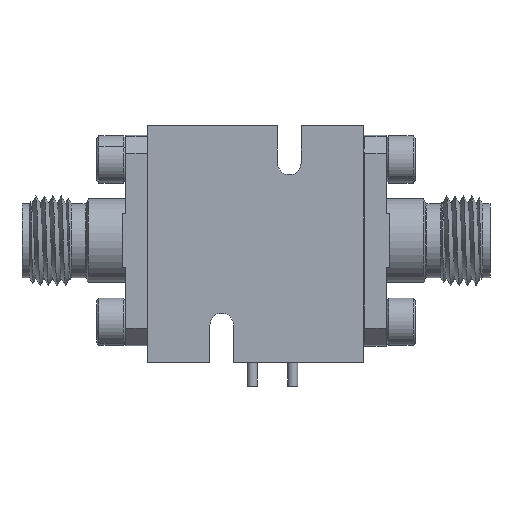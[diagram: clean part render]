
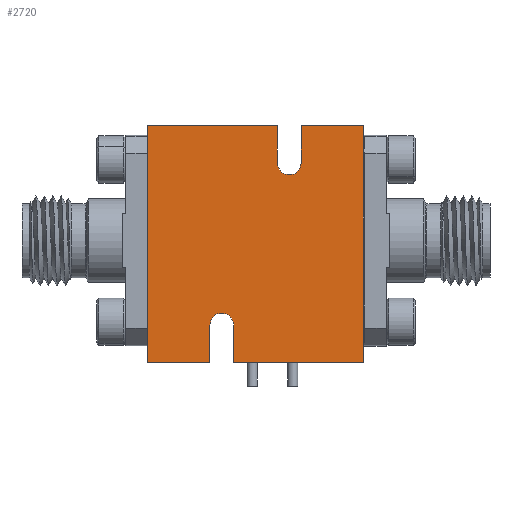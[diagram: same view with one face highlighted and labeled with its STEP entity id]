
A CAD part, front view. The second image highlights one B-rep face of the part: STEP entity #2720.
In plain terms, the highlighted planar face has unit normal (0, -1, 0).
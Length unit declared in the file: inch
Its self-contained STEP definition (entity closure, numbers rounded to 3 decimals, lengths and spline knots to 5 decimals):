
#78 = AXIS2_PLACEMENT_3D ( 'NONE', #10672, #10520, #15443 ) ;
#201 = ORIENTED_EDGE ( 'NONE', *, *, #8846, .F. ) ;
#349 = CARTESIAN_POINT ( 'NONE',  ( -0.77229, 0.86883, -0.45714 ) ) ;
#699 = VECTOR ( 'NONE', #10846, 39.37008 ) ;
#821 = ORIENTED_EDGE ( 'NONE', *, *, #7572, .F. ) ;
#1463 = VECTOR ( 'NONE', #2149, 39.37008 ) ;
#1693 = CARTESIAN_POINT ( 'NONE',  ( -1.41229, 0.86883, 0.24286 ) ) ;
#1715 = VERTEX_POINT ( 'NONE', #10550 ) ;
#1902 = CARTESIAN_POINT ( 'NONE',  ( -1.22729, 0.86883, -0.45714 ) ) ;
#1947 = VECTOR ( 'NONE', #11409, 39.37008 ) ;
#2149 = DIRECTION ( 'NONE',  ( 1., 0., 0. ) ) ;
#2179 = PLANE ( 'NONE',  #10008 ) ;
#2582 = DIRECTION ( 'NONE',  ( -1., 0., 0. ) ) ;
#2720 = ADVANCED_FACE ( 'NONE', ( #12030 ), #2179, .F. ) ;
#2805 = CARTESIAN_POINT ( 'NONE',  ( -1.19229, 0.86883, -0.34714 ) ) ;
#2818 = LINE ( 'NONE', #4274, #4711 ) ;
#2928 = CIRCLE ( 'NONE', #15565, 0.035 ) ;
#3064 = CARTESIAN_POINT ( 'NONE',  ( -0.77229, 0.86883, 0.24286 ) ) ;
#3227 = ORIENTED_EDGE ( 'NONE', *, *, #12303, .F. ) ;
#3314 = ORIENTED_EDGE ( 'NONE', *, *, #13789, .T. ) ;
#3351 = VERTEX_POINT ( 'NONE', #14324 ) ;
#3441 = VERTEX_POINT ( 'NONE', #4628 ) ;
#3443 = CARTESIAN_POINT ( 'NONE',  ( -1.41229, 0.86883, 0.24286 ) ) ;
#3569 = VERTEX_POINT ( 'NONE', #4706 ) ;
#3609 = EDGE_CURVE ( 'NONE', #7208, #7857, #7475, .T. ) ;
#3717 = LINE ( 'NONE', #12346, #13491 ) ;
#3983 = EDGE_CURVE ( 'NONE', #15408, #4708, #10976, .T. ) ;
#3986 = EDGE_CURVE ( 'NONE', #13224, #3441, #5034, .T. ) ;
#4054 = CARTESIAN_POINT ( 'NONE',  ( -1.22729, 0.86883, -0.10714 ) ) ;
#4274 = CARTESIAN_POINT ( 'NONE',  ( -1.15729, 0.86883, -0.10714 ) ) ;
#4311 = EDGE_CURVE ( 'NONE', #14721, #6240, #7017, .T. ) ;
#4346 = DIRECTION ( 'NONE',  ( 0., 0., 1. ) ) ;
#4628 = CARTESIAN_POINT ( 'NONE',  ( -1.15729, 0.86883, -0.34714 ) ) ;
#4654 = DIRECTION ( 'NONE',  ( 0., 0., 1. ) ) ;
#4706 = CARTESIAN_POINT ( 'NONE',  ( -1.15729, 0.86883, -0.45714 ) ) ;
#4708 = VERTEX_POINT ( 'NONE', #7983 ) ;
#4711 = VECTOR ( 'NONE', #15628, 39.37008 ) ;
#5034 = CIRCLE ( 'NONE', #8599, 0.035 ) ;
#5373 = CARTESIAN_POINT ( 'NONE',  ( -1.22729, 0.86883, -0.34714 ) ) ;
#5481 = ORIENTED_EDGE ( 'NONE', *, *, #3609, .T. ) ;
#5723 = CARTESIAN_POINT ( 'NONE',  ( -0.77229, 0.86883, 0.24286 ) ) ;
#6168 = LINE ( 'NONE', #4054, #15531 ) ;
#6240 = VERTEX_POINT ( 'NONE', #349 ) ;
#6765 = EDGE_CURVE ( 'NONE', #6240, #3569, #14091, .T. ) ;
#6813 = VERTEX_POINT ( 'NONE', #5373 ) ;
#6942 = DIRECTION ( 'NONE',  ( 0., 0., -1. ) ) ;
#7017 = LINE ( 'NONE', #5723, #11453 ) ;
#7035 = CIRCLE ( 'NONE', #78, 0.035 ) ;
#7098 = VECTOR ( 'NONE', #2582, 39.37008 ) ;
#7208 = VERTEX_POINT ( 'NONE', #7860 ) ;
#7248 = CARTESIAN_POINT ( 'NONE',  ( -0.77229, 0.86883, 0.24286 ) ) ;
#7372 = ORIENTED_EDGE ( 'NONE', *, *, #13058, .F. ) ;
#7445 = CARTESIAN_POINT ( 'NONE',  ( -1.19229, 0.86883, -0.34714 ) ) ;
#7475 = LINE ( 'NONE', #13677, #699 ) ;
#7549 = ORIENTED_EDGE ( 'NONE', *, *, #6765, .F. ) ;
#7572 = EDGE_CURVE ( 'NONE', #11726, #3351, #8380, .T. ) ;
#7573 = VECTOR ( 'NONE', #13546, 39.37008 ) ;
#7857 = VERTEX_POINT ( 'NONE', #12036 ) ;
#7860 = CARTESIAN_POINT ( 'NONE',  ( -0.95729, 0.86883, 0.24286 ) ) ;
#7983 = CARTESIAN_POINT ( 'NONE',  ( -1.41229, 0.86883, -0.45714 ) ) ;
#8147 = LINE ( 'NONE', #3443, #10880 ) ;
#8380 = LINE ( 'NONE', #15893, #1463 ) ;
#8462 = LINE ( 'NONE', #7248, #7573 ) ;
#8555 = ORIENTED_EDGE ( 'NONE', *, *, #3983, .F. ) ;
#8562 = CARTESIAN_POINT ( 'NONE',  ( -0.77229, 0.86883, -0.45714 ) ) ;
#8574 = ORIENTED_EDGE ( 'NONE', *, *, #13096, .F. ) ;
#8583 = CARTESIAN_POINT ( 'NONE',  ( -1.19229, 0.86883, -0.31214 ) ) ;
#8599 = AXIS2_PLACEMENT_3D ( 'NONE', #7445, #12421, #11136 ) ;
#8646 = DIRECTION ( 'NONE',  ( 0., 0., -1. ) ) ;
#8846 = EDGE_CURVE ( 'NONE', #7208, #14721, #8462, .T. ) ;
#9558 = ORIENTED_EDGE ( 'NONE', *, *, #12762, .T. ) ;
#9610 = CARTESIAN_POINT ( 'NONE',  ( -1.09229, 0.86883, -0.10714 ) ) ;
#9883 = EDGE_LOOP ( 'NONE', ( #201, #5481, #10661, #7372, #821, #3227, #8555, #9558, #3314, #13980, #8574, #7549, #10511 ) ) ;
#10008 = AXIS2_PLACEMENT_3D ( 'NONE', #9610, #13325, #4346 ) ;
#10278 = DIRECTION ( 'NONE',  ( 0., 0., 1. ) ) ;
#10392 = DIRECTION ( 'NONE',  ( 0., 0., 1. ) ) ;
#10511 = ORIENTED_EDGE ( 'NONE', *, *, #4311, .F. ) ;
#10520 = DIRECTION ( 'NONE',  ( 0., 1., 0. ) ) ;
#10550 = CARTESIAN_POINT ( 'NONE',  ( -1.02729, 0.86883, 0.13286 ) ) ;
#10661 = ORIENTED_EDGE ( 'NONE', *, *, #12572, .T. ) ;
#10672 = CARTESIAN_POINT ( 'NONE',  ( -0.99229, 0.86883, 0.13286 ) ) ;
#10846 = DIRECTION ( 'NONE',  ( 0., 0., -1. ) ) ;
#10880 = VECTOR ( 'NONE', #4654, 39.37008 ) ;
#10976 = LINE ( 'NONE', #8562, #7098 ) ;
#11136 = DIRECTION ( 'NONE',  ( 0., 0., 1. ) ) ;
#11409 = DIRECTION ( 'NONE',  ( -1., 0., 0. ) ) ;
#11453 = VECTOR ( 'NONE', #6942, 39.37008 ) ;
#11726 = VERTEX_POINT ( 'NONE', #1693 ) ;
#12030 = FACE_OUTER_BOUND ( 'NONE', #9883, .T. ) ;
#12036 = CARTESIAN_POINT ( 'NONE',  ( -0.95729, 0.86883, 0.13286 ) ) ;
#12303 = EDGE_CURVE ( 'NONE', #4708, #11726, #8147, .T. ) ;
#12346 = CARTESIAN_POINT ( 'NONE',  ( -1.02729, 0.86883, -0.10714 ) ) ;
#12421 = DIRECTION ( 'NONE',  ( 0., 1., 0. ) ) ;
#12572 = EDGE_CURVE ( 'NONE', #7857, #1715, #7035, .T. ) ;
#12705 = CARTESIAN_POINT ( 'NONE',  ( -0.77229, 0.86883, -0.45714 ) ) ;
#12762 = EDGE_CURVE ( 'NONE', #15408, #6813, #6168, .T. ) ;
#12813 = DIRECTION ( 'NONE',  ( 0., 1., 0. ) ) ;
#13058 = EDGE_CURVE ( 'NONE', #3351, #1715, #3717, .T. ) ;
#13096 = EDGE_CURVE ( 'NONE', #3569, #3441, #2818, .T. ) ;
#13224 = VERTEX_POINT ( 'NONE', #8583 ) ;
#13325 = DIRECTION ( 'NONE',  ( 0., 1., 0. ) ) ;
#13491 = VECTOR ( 'NONE', #8646, 39.37008 ) ;
#13546 = DIRECTION ( 'NONE',  ( 1., 0., 0. ) ) ;
#13677 = CARTESIAN_POINT ( 'NONE',  ( -0.95729, 0.86883, -0.10714 ) ) ;
#13789 = EDGE_CURVE ( 'NONE', #6813, #13224, #2928, .T. ) ;
#13980 = ORIENTED_EDGE ( 'NONE', *, *, #3986, .T. ) ;
#14091 = LINE ( 'NONE', #12705, #1947 ) ;
#14324 = CARTESIAN_POINT ( 'NONE',  ( -1.02729, 0.86883, 0.24286 ) ) ;
#14721 = VERTEX_POINT ( 'NONE', #3064 ) ;
#15408 = VERTEX_POINT ( 'NONE', #1902 ) ;
#15443 = DIRECTION ( 'NONE',  ( 0., 0., 1. ) ) ;
#15531 = VECTOR ( 'NONE', #10278, 39.37008 ) ;
#15565 = AXIS2_PLACEMENT_3D ( 'NONE', #2805, #12813, #10392 ) ;
#15628 = DIRECTION ( 'NONE',  ( 0., 0., 1. ) ) ;
#15893 = CARTESIAN_POINT ( 'NONE',  ( -0.77229, 0.86883, 0.24286 ) ) ;
